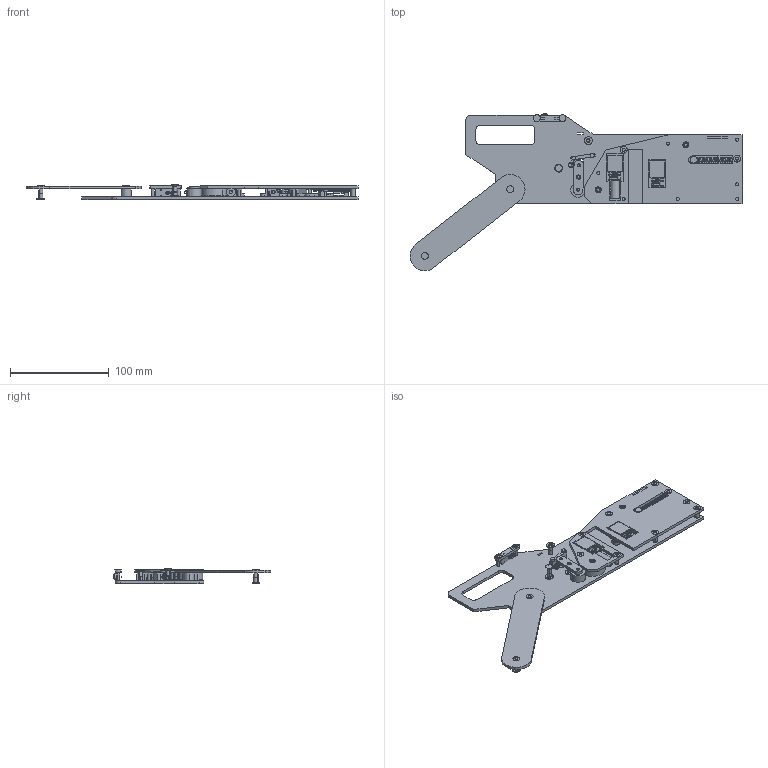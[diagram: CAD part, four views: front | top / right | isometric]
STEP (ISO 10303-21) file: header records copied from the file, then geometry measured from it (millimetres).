
FILE_DESCRIPTION (( 'STEP AP203' ), '1' );
FILE_NAME ('Mica feeder.STEP', '2017-07-05T10:34:56', ( '' ), ( '' ), 'SwSTEP 2.0', 'SolidWorks 2014', '' );
FILE_SCHEMA (( 'CONFIG_CONTROL_DESIGN' ));
Length unit declared in the file: millimetre
Products named in the file (37): gear1; seesaw; M3 0.5 11mm screw; reel base; gear; spring peeling; Brazo_Predeterminado; Micro reducer DC motor; Tape guide; botonera_Predeterminado; Feeder frame; M3 0.5 8mm screw; worm gear; feed3; pcba; LED 3mm RED_Standard; M3 0.5 14mm screw; M2 13mm screw; wedge; Bracket; M2 6mm screw; Micro button; boton_01_Predeterminado; female m3 screw; guide4; Tension spring; M2 10mm screw; LED 3mm Green_Standard; Cover; Wedge1; PCBA cover; boton_03_palancaClick_Predeterminado; Motor_Predeterminado; boton_03_patitas_Predeterminado; Mica feeder; feed2; boton_02_Predeterminado
Assembly tree (77 placements, depth 3):
  Mica feeder
    Feeder frame
    Micro reducer DC motor  x2
      Motor_Predeterminado
      Brazo_Predeterminado
    Bracket  x2
    botonera_Predeterminado  x2
      boton_01_Predeterminado
      boton_02_Predeterminado
      boton_03_patitas_Predeterminado
      boton_03_palancaClick_Predeterminado
    worm gear
    gear
    feed2
    feed3
    Cover
    guide4
    seesaw
    pcba
    PCBA cover
    reel base
    LED 3mm RED_Standard
    LED 3mm Green_Standard
    Micro button
    wedge
    M3 0.5 14mm screw  x13
    Wedge1  x7
    female m3 screw  x6
    Tension spring
    gear1
    M3 0.5 8mm screw  x9
    M3 0.5 11mm screw
    M2 6mm screw  x4
    M2 10mm screw  x4
    spring peeling
    Tape guide
    M2 13mm screw  x2
Bounding box: 336.67 x 159.72 x 16.1 mm (x, y, z)
Volume: 117689.2 mm3; surface area: 99013.3 mm2
Topology: 115 solids, 115 shells, 1359 faces, 3211 edges, 2114 vertices
Faces by surface type: plane 739, cylinder 536, cone 46, bspline 34, sphere 4
Entity records: 40122 total; most frequent: CARTESIAN_POINT 15151, DIRECTION 4303, ORIENTED_EDGE 3950, EDGE_CURVE 1975, AXIS2_PLACEMENT_3D 1536, VERTEX_POINT 1310, VECTOR 1231, LINE 1231
